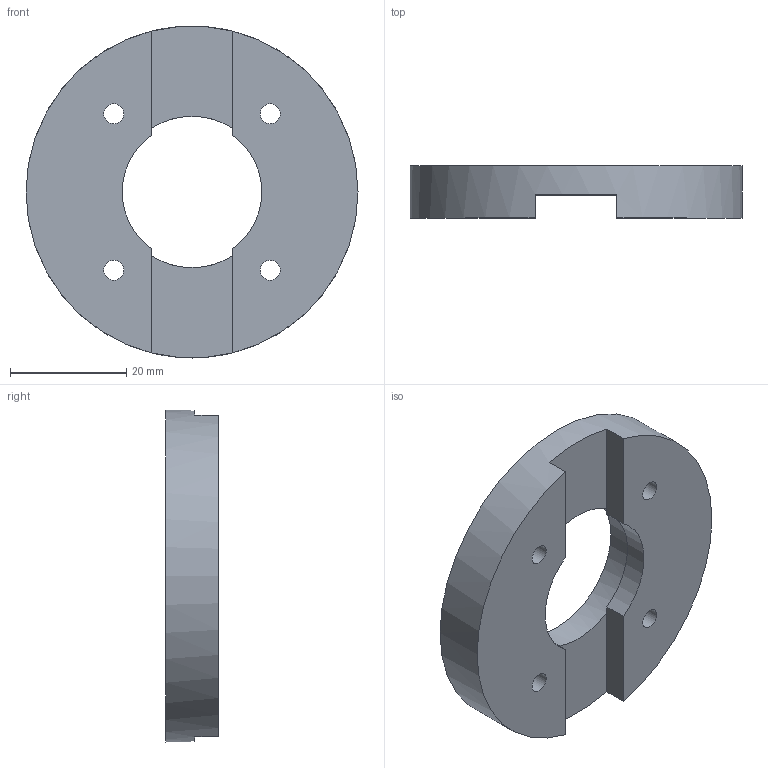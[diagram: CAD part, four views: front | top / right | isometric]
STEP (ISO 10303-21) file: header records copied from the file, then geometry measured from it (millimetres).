
FILE_DESCRIPTION(/* description */ (''),/* implementation_level */ '2;1');
FILE_NAME(/* name */ 'DM Adapter Cable (bigger cables) v6.step',/* time_stamp */ '2025-09-20T16:39:20+02:00',/* author */ (''),/* organization */ (''),/* preprocessor_version */ 'ST-DEVELOPER v20.1',/* originating_system */ 'Autodesk Translation Framework v14.10.0.0',/* authorisation */ '');
FILE_SCHEMA (('AUTOMOTIVE_DESIGN { 1 0 10303 214 3 1 1 }'));
Length unit declared in the file: millimetre
Products named in the file (1): DM Adapter Cable (bigger cables)
Bounding box: 57 x 9 x 57 mm (x, y, z)
Volume: 15771.1 mm3; surface area: 7188.1 mm2
Topology: 1 solids, 1 shells, 37 faces, 77 edges, 50 vertices
Faces by surface type: plane 20, cylinder 17
Full cylindrical faces by diameter (mm): 3.4 x4, 4.2 x5, 6 x4, 26 x1, 57 x1
Entity records: 1054 total; most frequent: DIRECTION 195, CARTESIAN_POINT 165, ORIENTED_EDGE 154, AXIS2_PLACEMENT_3D 80, EDGE_CURVE 77, EDGE_LOOP 55, VERTEX_POINT 50, CIRCLE 42
